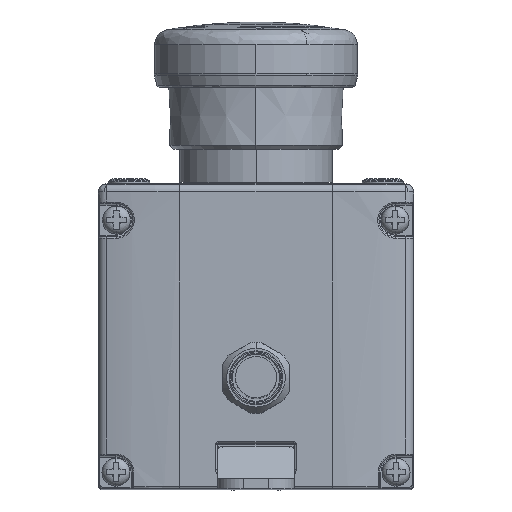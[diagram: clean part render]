
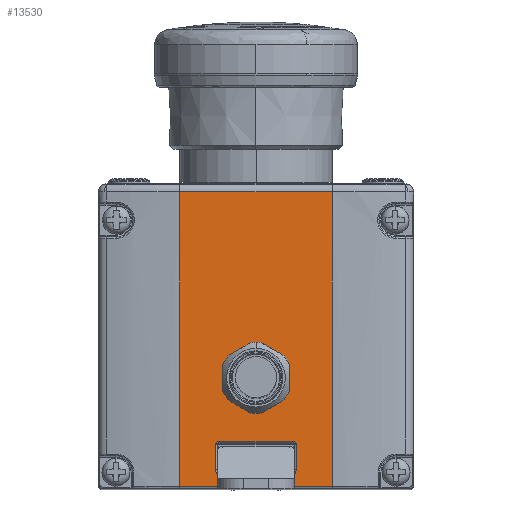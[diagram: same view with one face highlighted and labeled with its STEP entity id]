
A CAD part, top view. The second image highlights one B-rep face of the part: STEP entity #13530.
In plain terms, the highlighted planar face has unit normal (0, 0, 1).
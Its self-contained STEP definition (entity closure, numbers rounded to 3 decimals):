
#51 = DIRECTION ( 'NONE',  ( 0., 0., -1. ) ) ;
#344 = VERTEX_POINT ( 'NONE', #20226 ) ;
#357 = VERTEX_POINT ( 'NONE', #24477 ) ;
#917 = AXIS2_PLACEMENT_3D ( 'NONE', #3838, #24649, #28942 ) ;
#1053 = CARTESIAN_POINT ( 'NONE',  ( 15., 25., 54.5 ) ) ;
#1056 = ORIENTED_EDGE ( 'NONE', *, *, #2783, .T. ) ;
#1271 = DIRECTION ( 'NONE',  ( -1., 0., 0. ) ) ;
#1884 = CARTESIAN_POINT ( 'NONE',  ( 7.9, -31.276, 54.5 ) ) ;
#2111 = EDGE_CURVE ( 'NONE', #17798, #25670, #5262, .T. ) ;
#2539 = EDGE_CURVE ( 'NONE', #28736, #344, #2663, .T. ) ;
#2663 = LINE ( 'NONE', #9958, #6014 ) ;
#2783 = EDGE_CURVE ( 'NONE', #20790, #25835, #9311, .T. ) ;
#3312 = CARTESIAN_POINT ( 'NONE',  ( 0., -13.2, 54.5 ) ) ;
#3531 = EDGE_CURVE ( 'NONE', #357, #20790, #12501, .T. ) ;
#3544 = LINE ( 'NONE', #8114, #13853 ) ;
#3838 = CARTESIAN_POINT ( 'NONE',  ( 7.3, -26.3, 54.5 ) ) ;
#4025 = AXIS2_PLACEMENT_3D ( 'NONE', #3312, #14698, #5730 ) ;
#4449 = CARTESIAN_POINT ( 'NONE',  ( 0., 23.349, 54.5 ) ) ;
#4527 = EDGE_CURVE ( 'NONE', #8547, #11331, #3544, .T. ) ;
#4588 = CARTESIAN_POINT ( 'NONE',  ( 15., -34.5, 54.5 ) ) ;
#4651 = EDGE_CURVE ( 'NONE', #344, #17798, #11938, .T. ) ;
#5262 = LINE ( 'NONE', #21080, #24490 ) ;
#5557 = VECTOR ( 'NONE', #21777, 1000. ) ;
#5729 = CARTESIAN_POINT ( 'NONE',  ( 7.3, -32.124, 54.5 ) ) ;
#5730 = DIRECTION ( 'NONE',  ( 1., 0., 0. ) ) ;
#5805 = VECTOR ( 'NONE', #24826, 1000. ) ;
#6014 = VECTOR ( 'NONE', #7513, 1000. ) ;
#6340 = DIRECTION ( 'NONE',  ( 0., 0., 1. ) ) ;
#6934 = CARTESIAN_POINT ( 'NONE',  ( -7.9, -31.276, 54.5 ) ) ;
#7376 = ORIENTED_EDGE ( 'NONE', *, *, #4651, .T. ) ;
#7513 = DIRECTION ( 'NONE',  ( 0., 1., 0. ) ) ;
#7826 = EDGE_LOOP ( 'NONE', ( #23891, #1056, #18887, #17321 ) ) ;
#8094 = ORIENTED_EDGE ( 'NONE', *, *, #2111, .T. ) ;
#8114 = CARTESIAN_POINT ( 'NONE',  ( -7.3, -32.124, 54.5 ) ) ;
#8161 = CARTESIAN_POINT ( 'NONE',  ( -15., -34.5, 54.5 ) ) ;
#8224 = VERTEX_POINT ( 'NONE', #1884 ) ;
#8246 = CARTESIAN_POINT ( 'NONE',  ( 7.3, -32.124, 54.5 ) ) ;
#8429 = ORIENTED_EDGE ( 'NONE', *, *, #19634, .T. ) ;
#8547 = VERTEX_POINT ( 'NONE', #8246 ) ;
#8621 = PLANE ( 'NONE',  #10820 ) ;
#9311 = LINE ( 'NONE', #4588, #12341 ) ;
#9336 = FACE_OUTER_BOUND ( 'NONE', #7826, .T. ) ;
#9395 = EDGE_CURVE ( 'NONE', #22500, #357, #27115, .T. ) ;
#9518 = AXIS2_PLACEMENT_3D ( 'NONE', #22670, #16099, #25371 ) ;
#9571 = CARTESIAN_POINT ( 'NONE',  ( 7.9, -26.3, 54.5 ) ) ;
#9958 = CARTESIAN_POINT ( 'NONE',  ( -7.9, -26.3, 54.5 ) ) ;
#10013 = AXIS2_PLACEMENT_3D ( 'NONE', #15984, #51, #18596 ) ;
#10320 = CARTESIAN_POINT ( 'NONE',  ( -7.651, -32.124, 54.5 ) ) ;
#10424 = EDGE_CURVE ( 'NONE', #8224, #8547, #22143, .T. ) ;
#10496 = CIRCLE ( 'NONE', #10013, 5.8 ) ;
#10820 = AXIS2_PLACEMENT_3D ( 'NONE', #17894, #6340, #22301 ) ;
#10878 = CARTESIAN_POINT ( 'NONE',  ( 15., -34.5, 54.5 ) ) ;
#10898 = CARTESIAN_POINT ( 'NONE',  ( 7.9, -31.276, 54.5 ) ) ;
#10905 = CARTESIAN_POINT ( 'NONE',  ( -7.3, -32.124, 54.5 ) ) ;
#10916 = FACE_BOUND ( 'NONE', #28794, .T. ) ;
#11331 = VERTEX_POINT ( 'NONE', #26769 ) ;
#11726 = EDGE_CURVE ( 'NONE', #11331, #28736, #17077, .T. ) ;
#11807 = DIRECTION ( 'NONE',  ( 1., 0., 0. ) ) ;
#11938 = CIRCLE ( 'NONE', #9518, 0.6 ) ;
#12341 = VECTOR ( 'NONE', #28564, 1000. ) ;
#12501 = LINE ( 'NONE', #13209, #5557 ) ;
#12601 = LINE ( 'NONE', #1053, #14279 ) ;
#12812 = ORIENTED_EDGE ( 'NONE', *, *, #11726, .T. ) ;
#13209 = CARTESIAN_POINT ( 'NONE',  ( -15., 25., 54.5 ) ) ;
#13238 = CIRCLE ( 'NONE', #4025, 5.8 ) ;
#13530 = ADVANCED_FACE ( 'NONE', ( #24866, #10916, #9336 ), #8621, .T. ) ;
#13853 = VECTOR ( 'NONE', #1271, 1000. ) ;
#14279 = VECTOR ( 'NONE', #21729, 1000. ) ;
#14468 = EDGE_CURVE ( 'NONE', #28957, #27986, #13238, .T. ) ;
#14698 = DIRECTION ( 'NONE',  ( 0., 0., -1. ) ) ;
#15984 = CARTESIAN_POINT ( 'NONE',  ( 0., -13.2, 54.5 ) ) ;
#16099 = DIRECTION ( 'NONE',  ( 0., 0., -1. ) ) ;
#17077 =( BOUNDED_CURVE ( )  B_SPLINE_CURVE ( 3, ( #10905, #10320, #20168, #29286 ),
 .UNSPECIFIED., .F., .F. ) 
 B_SPLINE_CURVE_WITH_KNOTS ( ( 4, 4 ),
 ( 0., 1.571 ),
 .UNSPECIFIED. ) 
 CURVE ( )  GEOMETRIC_REPRESENTATION_ITEM ( )  RATIONAL_B_SPLINE_CURVE ( ( 1., 0.805, 0.805, 1. ) ) 
 REPRESENTATION_ITEM ( '' )  );
#17321 = ORIENTED_EDGE ( 'NONE', *, *, #9395, .T. ) ;
#17620 = ORIENTED_EDGE ( 'NONE', *, *, #14468, .T. ) ;
#17798 = VERTEX_POINT ( 'NONE', #24419 ) ;
#17894 = CARTESIAN_POINT ( 'NONE',  ( 0., -5., 54.5 ) ) ;
#18310 = EDGE_CURVE ( 'NONE', #27986, #28957, #10496, .T. ) ;
#18596 = DIRECTION ( 'NONE',  ( 1., 0., 0. ) ) ;
#18887 = ORIENTED_EDGE ( 'NONE', *, *, #28413, .F. ) ;
#19005 = ORIENTED_EDGE ( 'NONE', *, *, #2539, .T. ) ;
#19250 = EDGE_CURVE ( 'NONE', #26171, #8224, #29257, .T. ) ;
#19488 = CARTESIAN_POINT ( 'NONE',  ( 5.8, -13.2, 54.5 ) ) ;
#19568 = CARTESIAN_POINT ( 'NONE',  ( 7.9, -31.773, 54.5 ) ) ;
#19634 = EDGE_CURVE ( 'NONE', #25670, #26171, #21308, .T. ) ;
#20168 = CARTESIAN_POINT ( 'NONE',  ( -7.9, -31.773, 54.5 ) ) ;
#20226 = CARTESIAN_POINT ( 'NONE',  ( -7.9, -26.3, 54.5 ) ) ;
#20790 = VERTEX_POINT ( 'NONE', #8161 ) ;
#21080 = CARTESIAN_POINT ( 'NONE',  ( 7.3, -25.7, 54.5 ) ) ;
#21308 = CIRCLE ( 'NONE', #917, 0.6 ) ;
#21729 = DIRECTION ( 'NONE',  ( 0., -1., 0. ) ) ;
#21777 = DIRECTION ( 'NONE',  ( 0., -1., 0. ) ) ;
#22038 = CARTESIAN_POINT ( 'NONE',  ( 15., 23.349, 54.5 ) ) ;
#22143 =( BOUNDED_CURVE ( )  B_SPLINE_CURVE ( 3, ( #10898, #19568, #22435, #5729 ),
 .UNSPECIFIED., .F., .F. ) 
 B_SPLINE_CURVE_WITH_KNOTS ( ( 4, 4 ),
 ( 1.571, 3.142 ),
 .UNSPECIFIED. ) 
 CURVE ( )  GEOMETRIC_REPRESENTATION_ITEM ( )  RATIONAL_B_SPLINE_CURVE ( ( 1., 0.805, 0.805, 1. ) ) 
 REPRESENTATION_ITEM ( '' )  );
#22301 = DIRECTION ( 'NONE',  ( 1., 0., 0. ) ) ;
#22435 = CARTESIAN_POINT ( 'NONE',  ( 7.651, -32.124, 54.5 ) ) ;
#22500 = VERTEX_POINT ( 'NONE', #22038 ) ;
#22544 = ORIENTED_EDGE ( 'NONE', *, *, #10424, .T. ) ;
#22670 = CARTESIAN_POINT ( 'NONE',  ( -7.3, -26.3, 54.5 ) ) ;
#23705 = VECTOR ( 'NONE', #29554, 1000. ) ;
#23891 = ORIENTED_EDGE ( 'NONE', *, *, #3531, .T. ) ;
#24262 = CARTESIAN_POINT ( 'NONE',  ( -5.8, -13.2, 54.5 ) ) ;
#24419 = CARTESIAN_POINT ( 'NONE',  ( -7.3, -25.7, 54.5 ) ) ;
#24477 = CARTESIAN_POINT ( 'NONE',  ( -15., 23.349, 54.5 ) ) ;
#24490 = VECTOR ( 'NONE', #11807, 1000. ) ;
#24649 = DIRECTION ( 'NONE',  ( 0., 0., -1. ) ) ;
#24826 = DIRECTION ( 'NONE',  ( -1., 0., 0. ) ) ;
#24866 = FACE_BOUND ( 'NONE', #24924, .T. ) ;
#24924 = EDGE_LOOP ( 'NONE', ( #19005, #7376, #8094, #8429, #27504, #22544, #26347, #12812 ) ) ;
#25371 = DIRECTION ( 'NONE',  ( 1., 0., 0. ) ) ;
#25670 = VERTEX_POINT ( 'NONE', #26983 ) ;
#25835 = VERTEX_POINT ( 'NONE', #10878 ) ;
#26102 = ORIENTED_EDGE ( 'NONE', *, *, #18310, .T. ) ;
#26171 = VERTEX_POINT ( 'NONE', #9571 ) ;
#26347 = ORIENTED_EDGE ( 'NONE', *, *, #4527, .T. ) ;
#26769 = CARTESIAN_POINT ( 'NONE',  ( -7.3, -32.124, 54.5 ) ) ;
#26983 = CARTESIAN_POINT ( 'NONE',  ( 7.3, -25.7, 54.5 ) ) ;
#27115 = LINE ( 'NONE', #4449, #5805 ) ;
#27504 = ORIENTED_EDGE ( 'NONE', *, *, #19250, .T. ) ;
#27986 = VERTEX_POINT ( 'NONE', #19488 ) ;
#28413 = EDGE_CURVE ( 'NONE', #22500, #25835, #12601, .T. ) ;
#28564 = DIRECTION ( 'NONE',  ( 1., 0., 0. ) ) ;
#28736 = VERTEX_POINT ( 'NONE', #6934 ) ;
#28794 = EDGE_LOOP ( 'NONE', ( #26102, #17620 ) ) ;
#28942 = DIRECTION ( 'NONE',  ( 1., 0., 0. ) ) ;
#28957 = VERTEX_POINT ( 'NONE', #24262 ) ;
#29257 = LINE ( 'NONE', #29413, #23705 ) ;
#29286 = CARTESIAN_POINT ( 'NONE',  ( -7.9, -31.276, 54.5 ) ) ;
#29413 = CARTESIAN_POINT ( 'NONE',  ( 7.9, -5., 54.5 ) ) ;
#29554 = DIRECTION ( 'NONE',  ( 0., -1., 0. ) ) ;
